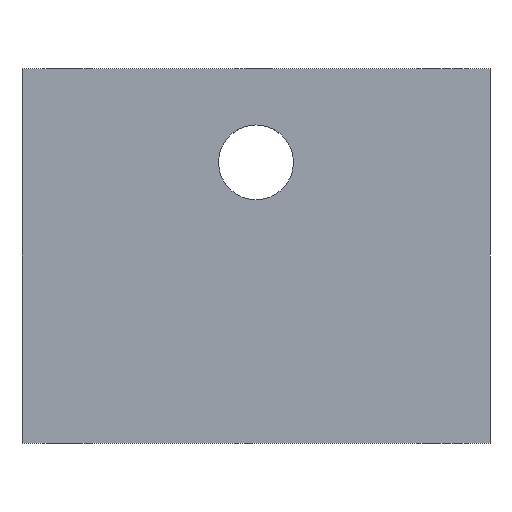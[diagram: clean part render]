
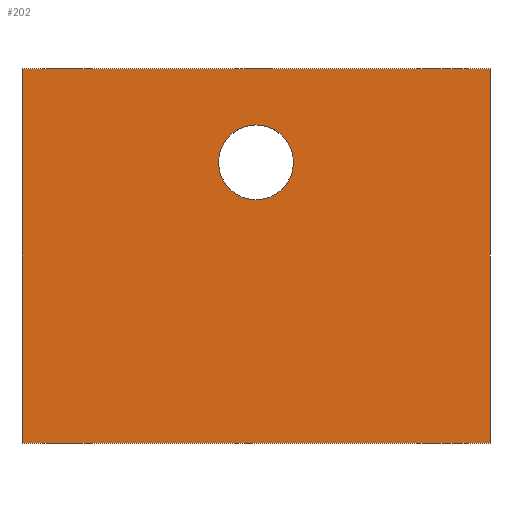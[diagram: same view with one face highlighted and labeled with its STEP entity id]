
A CAD part, left-side view. The second image highlights one B-rep face of the part: STEP entity #202.
In plain terms, the highlighted planar face has unit normal (-1, 0, 0).
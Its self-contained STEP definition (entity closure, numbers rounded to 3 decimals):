
#14=PLANE('',#242);
#21=FACE_BOUND('',#44,.T.);
#32=FACE_OUTER_BOUND('',#43,.T.);
#43=EDGE_LOOP('',(#158,#159,#160,#161));
#44=EDGE_LOOP('',(#162));
#62=LINE('',#364,#78);
#63=LINE('',#366,#79);
#64=LINE('',#368,#80);
#65=LINE('',#369,#81);
#78=VECTOR('',#278,10.);
#79=VECTOR('',#279,10.);
#80=VECTOR('',#280,10.);
#81=VECTOR('',#281,10.);
#91=CIRCLE('',#234,4.);
#100=VERTEX_POINT('',#344);
#106=VERTEX_POINT('',#362);
#107=VERTEX_POINT('',#363);
#108=VERTEX_POINT('',#365);
#109=VERTEX_POINT('',#367);
#118=EDGE_CURVE('',#100,#100,#91,.T.);
#127=EDGE_CURVE('',#106,#107,#62,.T.);
#128=EDGE_CURVE('',#107,#108,#63,.T.);
#129=EDGE_CURVE('',#109,#108,#64,.T.);
#130=EDGE_CURVE('',#106,#109,#65,.T.);
#158=ORIENTED_EDGE('',*,*,#127,.T.);
#159=ORIENTED_EDGE('',*,*,#128,.T.);
#160=ORIENTED_EDGE('',*,*,#129,.F.);
#161=ORIENTED_EDGE('',*,*,#130,.F.);
#162=ORIENTED_EDGE('',*,*,#118,.T.);
#202=ADVANCED_FACE('',(#32,#21),#14,.T.);
#234=AXIS2_PLACEMENT_3D('',#345,#257,#258);
#242=AXIS2_PLACEMENT_3D('',#361,#276,#277);
#257=DIRECTION('center_axis',(1.,0.,0.));
#258=DIRECTION('ref_axis',(0.,0.,1.));
#276=DIRECTION('center_axis',(-1.,0.,0.));
#277=DIRECTION('ref_axis',(0.,-1.,0.));
#278=DIRECTION('',(0.,-1.,0.));
#279=DIRECTION('',(0.,0.,1.));
#280=DIRECTION('',(0.,-1.,0.));
#281=DIRECTION('',(0.,0.,1.));
#344=CARTESIAN_POINT('',(-5.,0.,26.));
#345=CARTESIAN_POINT('Origin',(-5.,0.,30.));
#361=CARTESIAN_POINT('Origin',(-5.,25.,0.));
#362=CARTESIAN_POINT('',(-5.,25.,0.));
#363=CARTESIAN_POINT('',(-5.,-25.,0.));
#364=CARTESIAN_POINT('',(-5.,25.,0.));
#365=CARTESIAN_POINT('',(-5.,-25.,40.));
#366=CARTESIAN_POINT('',(-5.,-25.,0.));
#367=CARTESIAN_POINT('',(-5.,25.,40.));
#368=CARTESIAN_POINT('',(-5.,25.,40.));
#369=CARTESIAN_POINT('',(-5.,25.,0.));
